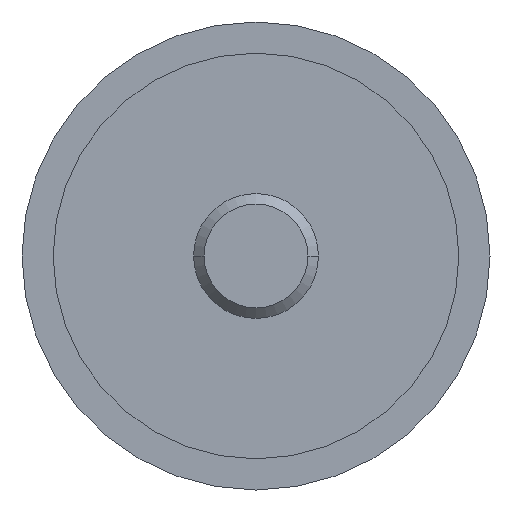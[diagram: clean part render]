
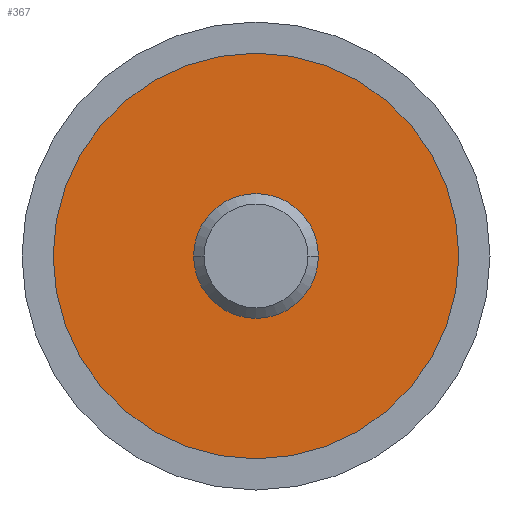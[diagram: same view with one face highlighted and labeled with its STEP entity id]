
A CAD part, front view. The second image highlights one B-rep face of the part: STEP entity #367.
In plain terms, the highlighted planar face has unit normal (0, -1, 0).
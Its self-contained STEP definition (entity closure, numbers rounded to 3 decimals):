
#247=EDGE_CURVE('',#483,#507,#596,.T.);
#269=EDGE_CURVE('',#437,#419,#624,.T.);
#285=EDGE_CURVE('',#507,#483,#642,.T.);
#367=ADVANCED_FACE('',(#739,#740),#741,.T.);
#419=VERTEX_POINT('',#801);
#437=VERTEX_POINT('',#820);
#447=EDGE_CURVE('',#419,#437,#830,.T.);
#483=VERTEX_POINT('',#872);
#507=VERTEX_POINT('',#901);
#596=CIRCLE('',#1005,13.0);
#624=CIRCLE('',#1039,4.0);
#642=CIRCLE('',#1064,13.0);
#739=FACE_BOUND('',#1183,.T.);
#740=FACE_OUTER_BOUND('',#1184,.T.);
#741=PLANE('',#1185);
#801=CARTESIAN_POINT('',(-4.0,0.0,0.));
#820=CARTESIAN_POINT('',(4.0,0.0,0.));
#830=CIRCLE('',#1302,4.0);
#872=CARTESIAN_POINT('',(13.0,0.0,0.0));
#901=CARTESIAN_POINT('',(-13.0,0.0,0.));
#1005=AXIS2_PLACEMENT_3D('',#1460,#1461,#1462);
#1039=AXIS2_PLACEMENT_3D('',#1513,#1514,#1515);
#1064=AXIS2_PLACEMENT_3D('',#1540,#1541,#1542);
#1183=EDGE_LOOP('',(#1681,#1682));
#1184=EDGE_LOOP('',(#1683,#1684));
#1185=AXIS2_PLACEMENT_3D('',#1685,#1686,#1687);
#1302=AXIS2_PLACEMENT_3D('',#1778,#1779,#1780);
#1460=CARTESIAN_POINT('',(0.0,0.0,0.0));
#1461=DIRECTION('',(0.0,-1.0,0.0));
#1462=DIRECTION('',(1.0,0.0,0.0));
#1513=CARTESIAN_POINT('',(0.0,0.0,0.0));
#1514=DIRECTION('',(-0.0,1.0,0.0));
#1515=DIRECTION('',(1.0,0.0,0.0));
#1540=CARTESIAN_POINT('',(0.0,0.0,0.0));
#1541=DIRECTION('',(0.0,-1.0,0.0));
#1542=DIRECTION('',(1.0,0.0,0.0));
#1681=ORIENTED_EDGE('',*,*,#447,.T.);
#1682=ORIENTED_EDGE('',*,*,#269,.T.);
#1683=ORIENTED_EDGE('',*,*,#247,.T.);
#1684=ORIENTED_EDGE('',*,*,#285,.T.);
#1685=CARTESIAN_POINT('',(0.0,0.0,0.0));
#1686=DIRECTION('',(0.0,-1.0,0.0));
#1687=DIRECTION('',(-1.0,0.0,0.0));
#1778=CARTESIAN_POINT('',(0.0,0.0,0.0));
#1779=DIRECTION('',(-0.0,1.0,0.0));
#1780=DIRECTION('',(1.0,0.0,0.0));
